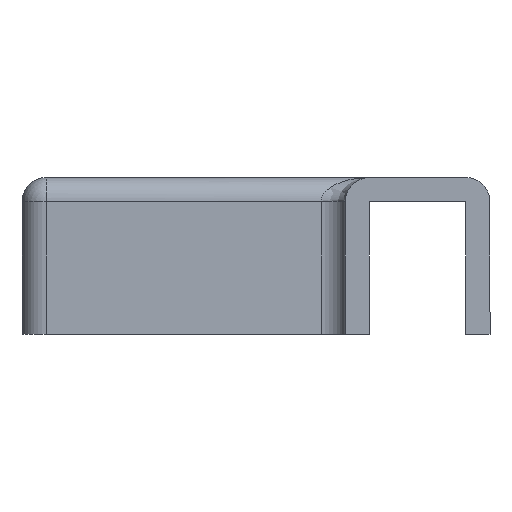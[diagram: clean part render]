
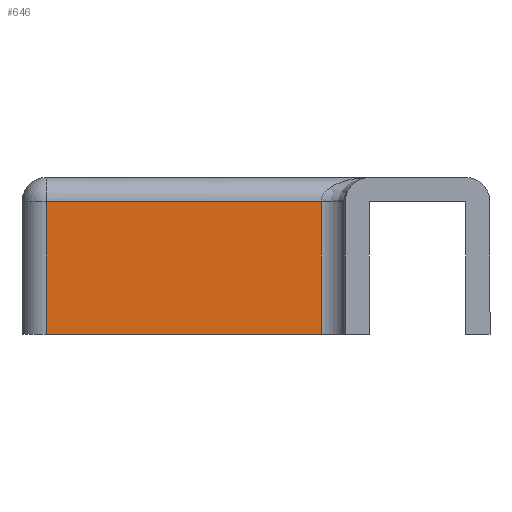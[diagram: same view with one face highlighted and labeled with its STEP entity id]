
A CAD part, front view. The second image highlights one B-rep face of the part: STEP entity #646.
In plain terms, the highlighted planar face has unit normal (0, -1, 0).
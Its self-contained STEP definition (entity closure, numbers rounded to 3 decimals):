
#64 = CARTESIAN_POINT ( 'NONE',  ( 22.8, -2., 11. ) ) ;
#100 = VECTOR ( 'NONE', #630, 1000. ) ;
#121 = CARTESIAN_POINT ( 'NONE',  ( 0., -2., 0. ) ) ;
#139 = VERTEX_POINT ( 'NONE', #1151 ) ;
#156 = EDGE_CURVE ( 'NONE', #139, #561, #257, .T. ) ;
#161 = DIRECTION ( 'NONE',  ( 0., 1., 0. ) ) ;
#165 = EDGE_LOOP ( 'NONE', ( #1176, #625, #692, #396 ) ) ;
#189 = PLANE ( 'NONE',  #306 ) ;
#219 = DIRECTION ( 'NONE',  ( -1., 0., 0. ) ) ;
#257 = LINE ( 'NONE', #64, #100 ) ;
#284 = DIRECTION ( 'NONE',  ( 0., 0., 1. ) ) ;
#306 = AXIS2_PLACEMENT_3D ( 'NONE', #1065, #161, #284 ) ;
#324 = VECTOR ( 'NONE', #658, 1000. ) ;
#385 = LINE ( 'NONE', #121, #324 ) ;
#396 = ORIENTED_EDGE ( 'NONE', *, *, #1187, .T. ) ;
#405 = VERTEX_POINT ( 'NONE', #933 ) ;
#424 = LINE ( 'NONE', #881, #781 ) ;
#561 = VERTEX_POINT ( 'NONE', #690 ) ;
#608 = VERTEX_POINT ( 'NONE', #1010 ) ;
#612 = EDGE_CURVE ( 'NONE', #405, #139, #424, .T. ) ;
#625 = ORIENTED_EDGE ( 'NONE', *, *, #156, .T. ) ;
#630 = DIRECTION ( 'NONE',  ( 0., 0., 1. ) ) ;
#646 = ADVANCED_FACE ( 'NONE', ( #735 ), #189, .F. ) ;
#654 = LINE ( 'NONE', #1023, #1189 ) ;
#658 = DIRECTION ( 'NONE',  ( 0., 0., -1. ) ) ;
#690 = CARTESIAN_POINT ( 'NONE',  ( 22.8, -2., 11. ) ) ;
#692 = ORIENTED_EDGE ( 'NONE', *, *, #863, .T. ) ;
#735 = FACE_OUTER_BOUND ( 'NONE', #165, .T. ) ;
#781 = VECTOR ( 'NONE', #968, 1000. ) ;
#863 = EDGE_CURVE ( 'NONE', #561, #608, #654, .T. ) ;
#881 = CARTESIAN_POINT ( 'NONE',  ( 0., -2., 0. ) ) ;
#933 = CARTESIAN_POINT ( 'NONE',  ( 0., -2., 0. ) ) ;
#968 = DIRECTION ( 'NONE',  ( 1., 0., 0. ) ) ;
#1010 = CARTESIAN_POINT ( 'NONE',  ( 0., -2., 11. ) ) ;
#1023 = CARTESIAN_POINT ( 'NONE',  ( -2., -2., 11. ) ) ;
#1065 = CARTESIAN_POINT ( 'NONE',  ( 0., -2., 11. ) ) ;
#1151 = CARTESIAN_POINT ( 'NONE',  ( 22.8, -2., 0. ) ) ;
#1176 = ORIENTED_EDGE ( 'NONE', *, *, #612, .T. ) ;
#1187 = EDGE_CURVE ( 'NONE', #608, #405, #385, .T. ) ;
#1189 = VECTOR ( 'NONE', #219, 1000. ) ;
